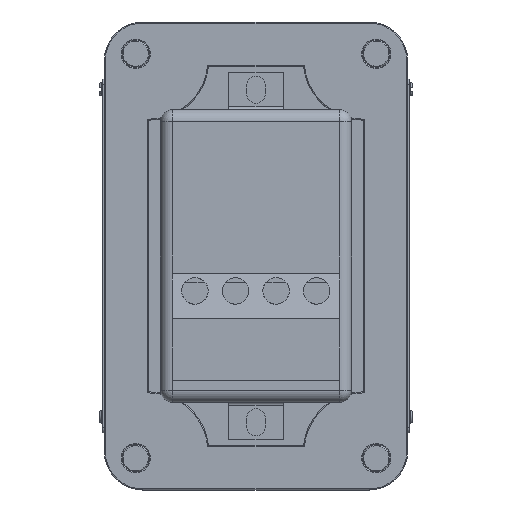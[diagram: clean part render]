
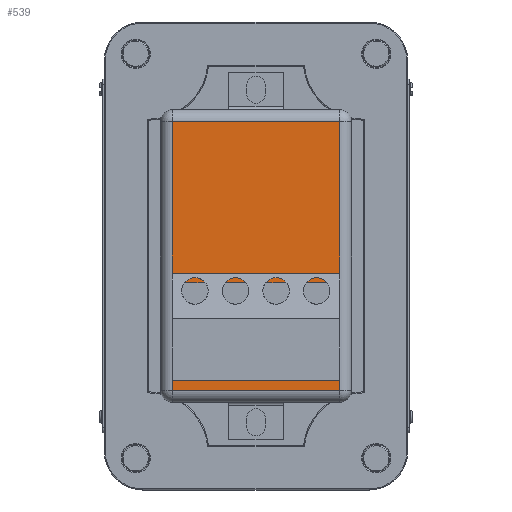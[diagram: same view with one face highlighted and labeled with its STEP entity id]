
A CAD part, front view. The second image highlights one B-rep face of the part: STEP entity #539.
In plain terms, the highlighted planar face has unit normal (0, -1, 0).
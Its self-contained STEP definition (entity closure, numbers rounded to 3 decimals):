
#100 = EDGE_CURVE ( 'NONE', #18476, #1788, #4854, .T. ) ;
#539 = ADVANCED_FACE ( 'NONE', ( #7394 ), #15724, .F. ) ;
#757 = CARTESIAN_POINT ( 'NONE',  ( -21., -11.295, 33.75 ) ) ;
#1365 = CARTESIAN_POINT ( 'NONE',  ( 21., -11.295, -33.75 ) ) ;
#1458 = DIRECTION ( 'NONE',  ( 1., 0., 0. ) ) ;
#1519 = CARTESIAN_POINT ( 'NONE',  ( -21., -11.295, -33.75 ) ) ;
#1553 = VECTOR ( 'NONE', #1458, 1000. ) ;
#1788 = VERTEX_POINT ( 'NONE', #11005 ) ;
#2921 = DIRECTION ( 'NONE',  ( 0., 0., -1. ) ) ;
#3043 = CARTESIAN_POINT ( 'NONE',  ( -21., -11.295, -33.75 ) ) ;
#3202 = VERTEX_POINT ( 'NONE', #9577 ) ;
#3476 = ORIENTED_EDGE ( 'NONE', *, *, #10096, .T. ) ;
#3513 = VECTOR ( 'NONE', #6969, 1000. ) ;
#4584 = DIRECTION ( 'NONE',  ( -1., 0., 0. ) ) ;
#4854 = LINE ( 'NONE', #3043, #8310 ) ;
#4993 = EDGE_CURVE ( 'NONE', #1788, #6651, #5516, .T. ) ;
#5516 = LINE ( 'NONE', #1519, #1553 ) ;
#5941 = CARTESIAN_POINT ( 'NONE',  ( -21., -11.295, 33.75 ) ) ;
#6037 = EDGE_CURVE ( 'NONE', #3202, #18476, #18624, .T. ) ;
#6651 = VERTEX_POINT ( 'NONE', #1365 ) ;
#6969 = DIRECTION ( 'NONE',  ( 0., 0., 1. ) ) ;
#7394 = FACE_OUTER_BOUND ( 'NONE', #17052, .T. ) ;
#8310 = VECTOR ( 'NONE', #2921, 1000. ) ;
#9577 = CARTESIAN_POINT ( 'NONE',  ( 21., -11.295, 33.75 ) ) ;
#10096 = EDGE_CURVE ( 'NONE', #6651, #3202, #19006, .T. ) ;
#10497 = VECTOR ( 'NONE', #4584, 1000. ) ;
#10706 = ORIENTED_EDGE ( 'NONE', *, *, #6037, .T. ) ;
#11005 = CARTESIAN_POINT ( 'NONE',  ( -21., -11.295, -33.75 ) ) ;
#11916 = ORIENTED_EDGE ( 'NONE', *, *, #100, .T. ) ;
#13850 = ORIENTED_EDGE ( 'NONE', *, *, #4993, .T. ) ;
#15089 = DIRECTION ( 'NONE',  ( 0., 0., 1. ) ) ;
#15198 = DIRECTION ( 'NONE',  ( 0., 1., 0. ) ) ;
#15698 = CARTESIAN_POINT ( 'NONE',  ( 21., -11.295, -33.75 ) ) ;
#15724 = PLANE ( 'NONE',  #18005 ) ;
#16383 = CARTESIAN_POINT ( 'NONE',  ( -21., -11.295, -33.75 ) ) ;
#17052 = EDGE_LOOP ( 'NONE', ( #11916, #13850, #3476, #10706 ) ) ;
#18005 = AXIS2_PLACEMENT_3D ( 'NONE', #16383, #15198, #15089 ) ;
#18476 = VERTEX_POINT ( 'NONE', #757 ) ;
#18624 = LINE ( 'NONE', #5941, #10497 ) ;
#19006 = LINE ( 'NONE', #15698, #3513 ) ;
